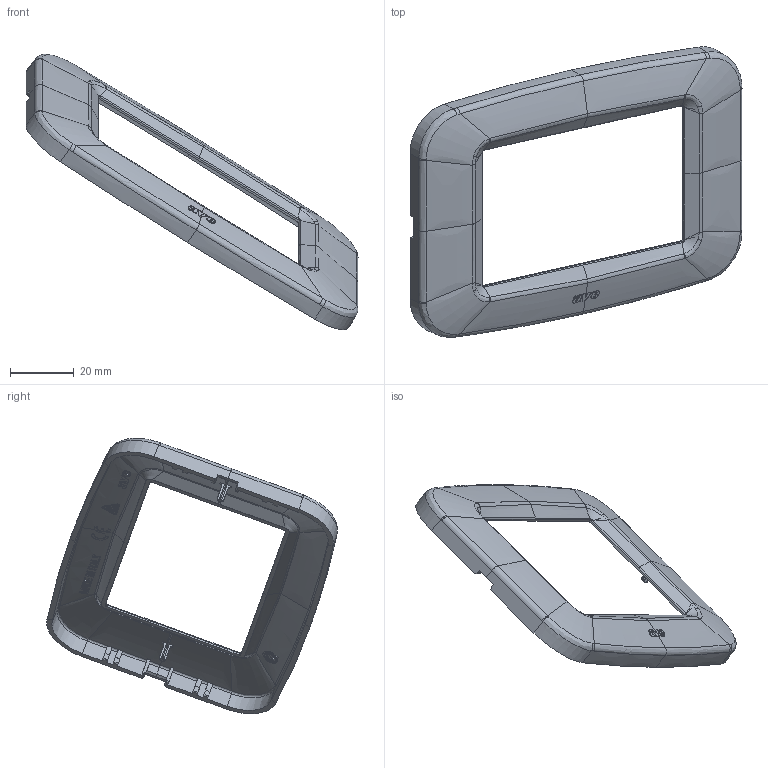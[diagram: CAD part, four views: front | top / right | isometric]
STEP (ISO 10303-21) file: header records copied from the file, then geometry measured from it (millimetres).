
FILE_DESCRIPTION(('CATIA V5 STEP Exchange'),'2;1');
FILE_NAME('45PY03@.stp','2023-09-25T07:39:38+00:00',('none'),('none'),'CATIA Version 5-6 Release 2016 SP6','CATIA V5 STEP AP203','none');
FILE_SCHEMA(('CONFIG_CONTROL_DESIGN'));
Products named in the file (1): 45PY03XX
Assembly tree (2 placements, depth 2):
  45PY03XX
    #57
    #39703
Bounding box: 103.85 x 90.9 x 86.15 mm (x, y, z)
Volume: 10962.3 mm3; surface area: 16725.9 mm2
Topology: 1 solids, 1 shells, 757 faces, 2014 edges, 1292 vertices
Faces by surface type: bspline 423, plane 304, cylinder 30
Entity records: 39732 total; most frequent: CARTESIAN_POINT 25481, ORIENTED_EDGE 4024, EDGE_CURVE 2012, B_SPLINE_CURVE_WITH_KNOTS 1612, VERTEX_POINT 1288, DIRECTION 1036, EDGE_LOOP 790, ADVANCED_FACE 757
